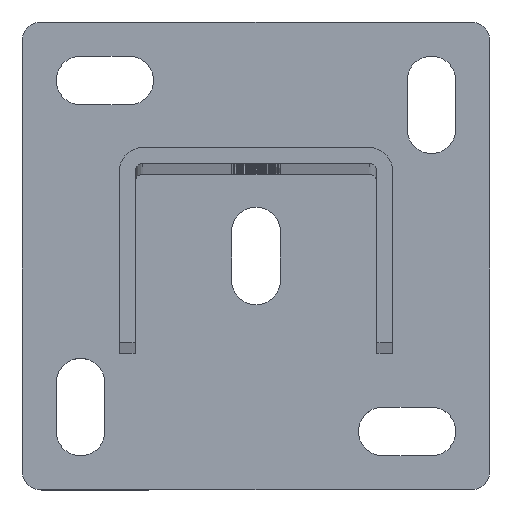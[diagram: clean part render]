
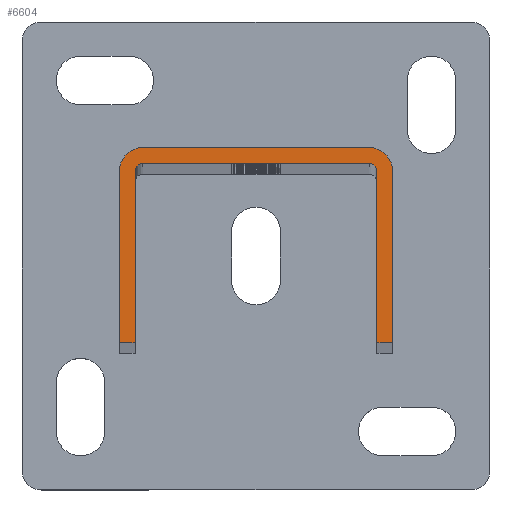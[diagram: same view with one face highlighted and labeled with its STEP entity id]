
A CAD part, top view. The second image highlights one B-rep face of the part: STEP entity #6604.
In plain terms, the highlighted planar face has unit normal (0, 0, 1).
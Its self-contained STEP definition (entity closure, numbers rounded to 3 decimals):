
#147 = LINE ( 'NONE', #9789, #17543 ) ;
#170 = DIRECTION ( 'NONE',  ( 0., 0., -1. ) ) ;
#189 = VECTOR ( 'NONE', #14728, 1000. ) ;
#596 = DIRECTION ( 'NONE',  ( 1., 0., 0. ) ) ;
#783 = DIRECTION ( 'NONE',  ( -1., 0., 0. ) ) ;
#846 = CARTESIAN_POINT ( 'NONE',  ( 29., 19., 1608. ) ) ;
#868 = DIRECTION ( 'NONE',  ( 0., 0., -1. ) ) ;
#1022 = DIRECTION ( 'NONE',  ( 0., 0., -1. ) ) ;
#1164 = VECTOR ( 'NONE', #16410, 1000. ) ;
#1620 = DIRECTION ( 'NONE',  ( -1., 0., 0. ) ) ;
#1741 = CARTESIAN_POINT ( 'NONE',  ( 31., 19., 1608. ) ) ;
#1876 = DIRECTION ( 'NONE',  ( 0., -1., 0. ) ) ;
#1988 = CARTESIAN_POINT ( 'NONE',  ( -29., 25., 1608. ) ) ;
#2083 = CARTESIAN_POINT ( 'NONE',  ( 35., 19., 1608. ) ) ;
#2651 = ORIENTED_EDGE ( 'NONE', *, *, #11848, .F. ) ;
#2811 = EDGE_CURVE ( 'NONE', #3576, #17007, #147, .T. ) ;
#2962 = ORIENTED_EDGE ( 'NONE', *, *, #13231, .F. ) ;
#3327 = CARTESIAN_POINT ( 'NONE',  ( 35., -25., 1608. ) ) ;
#3576 = VERTEX_POINT ( 'NONE', #5353 ) ;
#3816 = CARTESIAN_POINT ( 'NONE',  ( -35., 19., 1608. ) ) ;
#4071 = VECTOR ( 'NONE', #9761, 1000. ) ;
#4117 = CARTESIAN_POINT ( 'NONE',  ( -29., 21., 1608. ) ) ;
#4450 = DIRECTION ( 'NONE',  ( -1., 0., 0. ) ) ;
#4713 = VERTEX_POINT ( 'NONE', #3816 ) ;
#4813 = CARTESIAN_POINT ( 'NONE',  ( -29., 19., 1608. ) ) ;
#4874 = CIRCLE ( 'NONE', #14635, 2. ) ;
#5007 = ORIENTED_EDGE ( 'NONE', *, *, #5860, .T. ) ;
#5295 = VERTEX_POINT ( 'NONE', #15649 ) ;
#5353 = CARTESIAN_POINT ( 'NONE',  ( -31., -25., 1608. ) ) ;
#5860 = EDGE_CURVE ( 'NONE', #6893, #12984, #4874, .T. ) ;
#6163 = LINE ( 'NONE', #1988, #17649 ) ;
#6361 = CARTESIAN_POINT ( 'NONE',  ( -31., 19., 1608. ) ) ;
#6604 = ADVANCED_FACE ( 'NONE', ( #8683 ), #16924, .F. ) ;
#6821 = VERTEX_POINT ( 'NONE', #1741 ) ;
#6893 = VERTEX_POINT ( 'NONE', #6361 ) ;
#7395 = DIRECTION ( 'NONE',  ( 0., 0., -1. ) ) ;
#7572 = ORIENTED_EDGE ( 'NONE', *, *, #12118, .T. ) ;
#7612 = AXIS2_PLACEMENT_3D ( 'NONE', #4813, #7395, #4450 ) ;
#7694 = CARTESIAN_POINT ( 'NONE',  ( 29., 21., 1608. ) ) ;
#8144 = DIRECTION ( 'NONE',  ( 1., 0., 0. ) ) ;
#8301 = VERTEX_POINT ( 'NONE', #2083 ) ;
#8614 = EDGE_CURVE ( 'NONE', #3576, #6893, #14127, .T. ) ;
#8652 = CARTESIAN_POINT ( 'NONE',  ( 35., -25., 1608. ) ) ;
#8683 = FACE_OUTER_BOUND ( 'NONE', #10798, .T. ) ;
#8848 = ORIENTED_EDGE ( 'NONE', *, *, #13580, .F. ) ;
#8968 = VERTEX_POINT ( 'NONE', #10473 ) ;
#9205 = CARTESIAN_POINT ( 'NONE',  ( 29., 19., 1608. ) ) ;
#9254 = CARTESIAN_POINT ( 'NONE',  ( -35., -25., 1608. ) ) ;
#9761 = DIRECTION ( 'NONE',  ( 1., 0., 0. ) ) ;
#9789 = CARTESIAN_POINT ( 'NONE',  ( -31., -25., 1608. ) ) ;
#10084 = ORIENTED_EDGE ( 'NONE', *, *, #17731, .F. ) ;
#10221 = AXIS2_PLACEMENT_3D ( 'NONE', #9205, #868, #783 ) ;
#10328 = LINE ( 'NONE', #17617, #13963 ) ;
#10473 = CARTESIAN_POINT ( 'NONE',  ( -29., 25., 1608. ) ) ;
#10798 = EDGE_LOOP ( 'NONE', ( #14813, #2962, #17313, #10084, #2651, #8848, #14403, #16679, #16491, #5007, #7572, #17854 ) ) ;
#10916 = VECTOR ( 'NONE', #1620, 1000. ) ;
#10953 = CARTESIAN_POINT ( 'NONE',  ( -31., -25., 1608. ) ) ;
#11061 = LINE ( 'NONE', #4117, #4071 ) ;
#11360 = VERTEX_POINT ( 'NONE', #3327 ) ;
#11530 = EDGE_CURVE ( 'NONE', #17007, #4713, #16293, .T. ) ;
#11560 = LINE ( 'NONE', #8652, #10916 ) ;
#11783 = CIRCLE ( 'NONE', #7612, 6. ) ;
#11848 = EDGE_CURVE ( 'NONE', #8968, #15350, #6163, .T. ) ;
#12118 = EDGE_CURVE ( 'NONE', #12984, #18158, #11061, .T. ) ;
#12235 = CARTESIAN_POINT ( 'NONE',  ( -35., -25., 1608. ) ) ;
#12984 = VERTEX_POINT ( 'NONE', #15354 ) ;
#13231 = EDGE_CURVE ( 'NONE', #11360, #5295, #11560, .T. ) ;
#13353 = LINE ( 'NONE', #13709, #17966 ) ;
#13428 = CARTESIAN_POINT ( 'NONE',  ( 29., 25., 1608. ) ) ;
#13541 = DIRECTION ( 'NONE',  ( 0., -1., 0. ) ) ;
#13580 = EDGE_CURVE ( 'NONE', #4713, #8968, #11783, .T. ) ;
#13661 = DIRECTION ( 'NONE',  ( 1., 0., 0. ) ) ;
#13693 = EDGE_CURVE ( 'NONE', #6821, #5295, #13353, .T. ) ;
#13709 = CARTESIAN_POINT ( 'NONE',  ( 31., 19., 1608. ) ) ;
#13932 = DIRECTION ( 'NONE',  ( 0., 0., -1. ) ) ;
#13963 = VECTOR ( 'NONE', #1876, 1000. ) ;
#14127 = LINE ( 'NONE', #10953, #1164 ) ;
#14337 = CARTESIAN_POINT ( 'NONE',  ( 29., 19., 1608. ) ) ;
#14373 = EDGE_CURVE ( 'NONE', #8301, #11360, #10328, .T. ) ;
#14403 = ORIENTED_EDGE ( 'NONE', *, *, #11530, .F. ) ;
#14635 = AXIS2_PLACEMENT_3D ( 'NONE', #15057, #13932, #13661 ) ;
#14678 = AXIS2_PLACEMENT_3D ( 'NONE', #846, #1022, #8144 ) ;
#14728 = DIRECTION ( 'NONE',  ( 0., 1., 0. ) ) ;
#14813 = ORIENTED_EDGE ( 'NONE', *, *, #13693, .T. ) ;
#15057 = CARTESIAN_POINT ( 'NONE',  ( -29., 19., 1608. ) ) ;
#15350 = VERTEX_POINT ( 'NONE', #13428 ) ;
#15354 = CARTESIAN_POINT ( 'NONE',  ( -29., 21., 1608. ) ) ;
#15647 = DIRECTION ( 'NONE',  ( -1., 0., 0. ) ) ;
#15649 = CARTESIAN_POINT ( 'NONE',  ( 31., -25., 1608. ) ) ;
#16293 = LINE ( 'NONE', #9254, #189 ) ;
#16332 = AXIS2_PLACEMENT_3D ( 'NONE', #14337, #170, #15647 ) ;
#16410 = DIRECTION ( 'NONE',  ( 0., 1., 0. ) ) ;
#16443 = CIRCLE ( 'NONE', #14678, 2. ) ;
#16491 = ORIENTED_EDGE ( 'NONE', *, *, #8614, .T. ) ;
#16679 = ORIENTED_EDGE ( 'NONE', *, *, #2811, .F. ) ;
#16736 = DIRECTION ( 'NONE',  ( -1., 0., 0. ) ) ;
#16924 = PLANE ( 'NONE',  #16332 ) ;
#17007 = VERTEX_POINT ( 'NONE', #12235 ) ;
#17313 = ORIENTED_EDGE ( 'NONE', *, *, #14373, .F. ) ;
#17543 = VECTOR ( 'NONE', #16736, 1000. ) ;
#17617 = CARTESIAN_POINT ( 'NONE',  ( 35., 19., 1608. ) ) ;
#17649 = VECTOR ( 'NONE', #596, 1000. ) ;
#17731 = EDGE_CURVE ( 'NONE', #15350, #8301, #18211, .T. ) ;
#17854 = ORIENTED_EDGE ( 'NONE', *, *, #18205, .T. ) ;
#17966 = VECTOR ( 'NONE', #13541, 1000. ) ;
#18158 = VERTEX_POINT ( 'NONE', #7694 ) ;
#18205 = EDGE_CURVE ( 'NONE', #18158, #6821, #16443, .T. ) ;
#18211 = CIRCLE ( 'NONE', #10221, 6. ) ;
